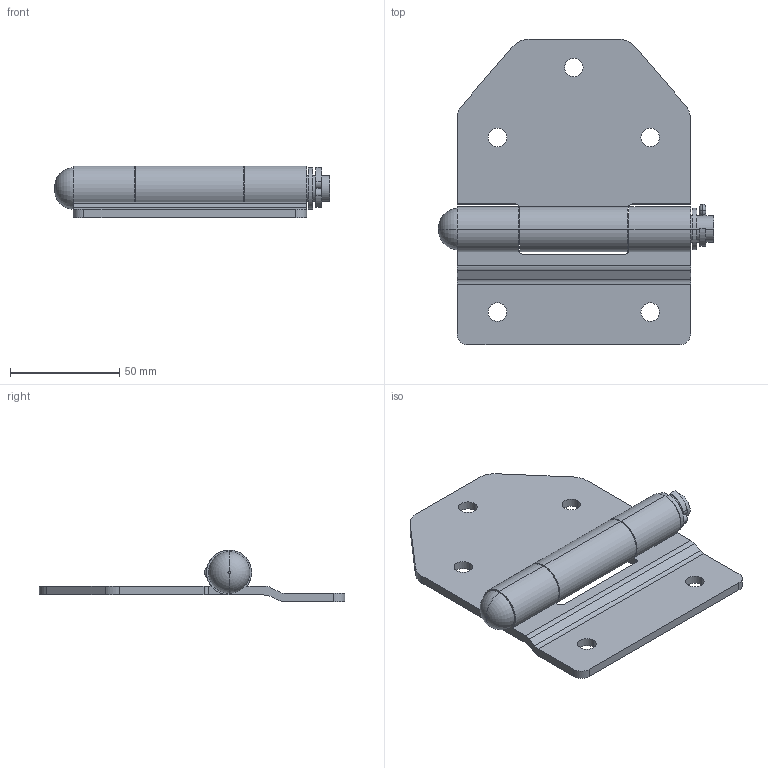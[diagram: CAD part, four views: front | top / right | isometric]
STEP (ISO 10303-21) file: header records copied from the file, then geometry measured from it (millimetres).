
FILE_DESCRIPTION (( 'STEP AP203' ), '1' );
FILE_NAME ('B-1589-B.STEP', '2009-03-24T05:07:32', ( ' ' ), ( ' ' ), 'SwSTEP 2.0', 'SolidWorks 2007', '' );
FILE_SCHEMA (( 'CONFIG_CONTROL_DESIGN' ));
Length unit declared in the file: millimetre
Products named in the file (6): B-1589-B; B-1589-B僸儞僕A__棉太倌; 割りピン　呼び3_曲げ1; B-1589-B儚僢僔儍乕__棉太倌; B-1859-B僸儞僕B__棉太倌; B-1589-B僺儞__棉太倌
Assembly tree (5 placements, depth 2):
  B-1589-B
    B-1859-B僸儞僕B__棉太倌
    B-1589-B僸儞僕A__棉太倌
    B-1589-B儚僢僔儍乕__棉太倌
    B-1589-B僺儞__棉太倌
    割りピン　呼び3_曲げ1
Bounding box: 126 x 140 x 23.8 mm (x, y, z)
Volume: 86220 mm3; surface area: 44447.9 mm2
Topology: 5 solids, 5 shells, 122 faces, 301 edges, 190 vertices
Faces by surface type: cylinder 66, plane 36, torus 20
Entity records: 4417 total; most frequent: CARTESIAN_POINT 725, DIRECTION 717, ORIENTED_EDGE 602, EDGE_CURVE 301, AXIS2_PLACEMENT_3D 290, VERTEX_POINT 190, CIRCLE 160, EDGE_LOOP 143
